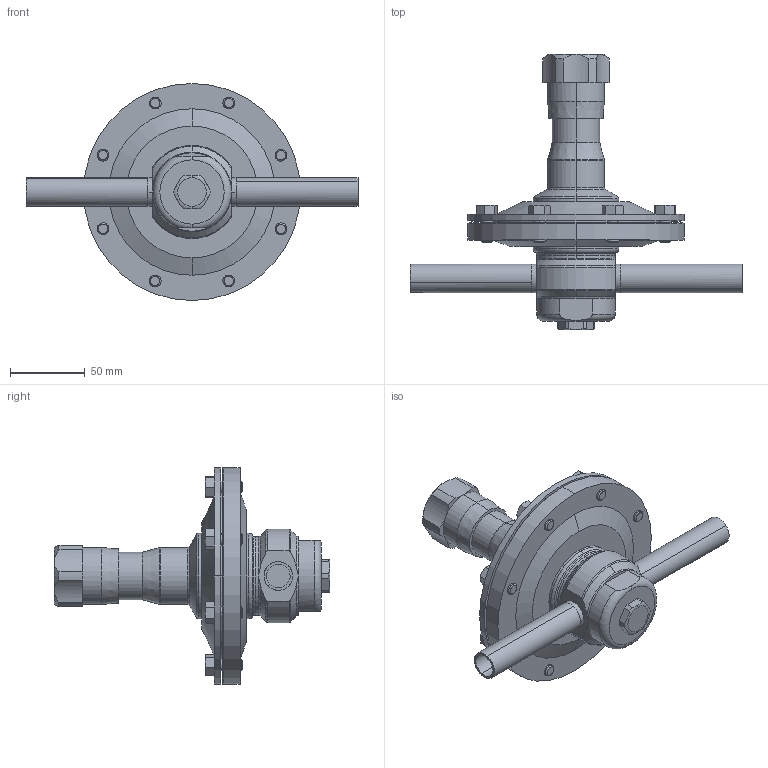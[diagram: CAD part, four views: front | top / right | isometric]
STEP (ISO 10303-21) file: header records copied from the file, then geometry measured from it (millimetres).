
FILE_DESCRIPTION (( 'STEP AP203' ), '1' );
FILE_NAME ('JSRLP-075-6L.STEP', '2017-06-29T11:59:40', ( '' ), ( '' ), 'SwSTEP 2.0', 'SolidWorks 2014', '' );
FILE_SCHEMA (( 'CONFIG_CONTROL_DESIGN' ));
Length unit declared in the file: inch
Products named in the file (2): JSRLP-075-6L
Bounding box: 221.56 x 183.95 x 144.78 mm (x, y, z)
Volume: 608420.6 mm3; surface area: 118324.3 mm2
Topology: 1 solids, 1 shells, 365 faces, 825 edges, 502 vertices
Faces by surface type: cone 137, plane 112, cylinder 88, torus 28
Entity records: 11072 total; most frequent: CARTESIAN_POINT 2722, DIRECTION 1789, ORIENTED_EDGE 1650, EDGE_CURVE 825, AXIS2_PLACEMENT_3D 755, VERTEX_POINT 502, EDGE_LOOP 419, CIRCLE 388
